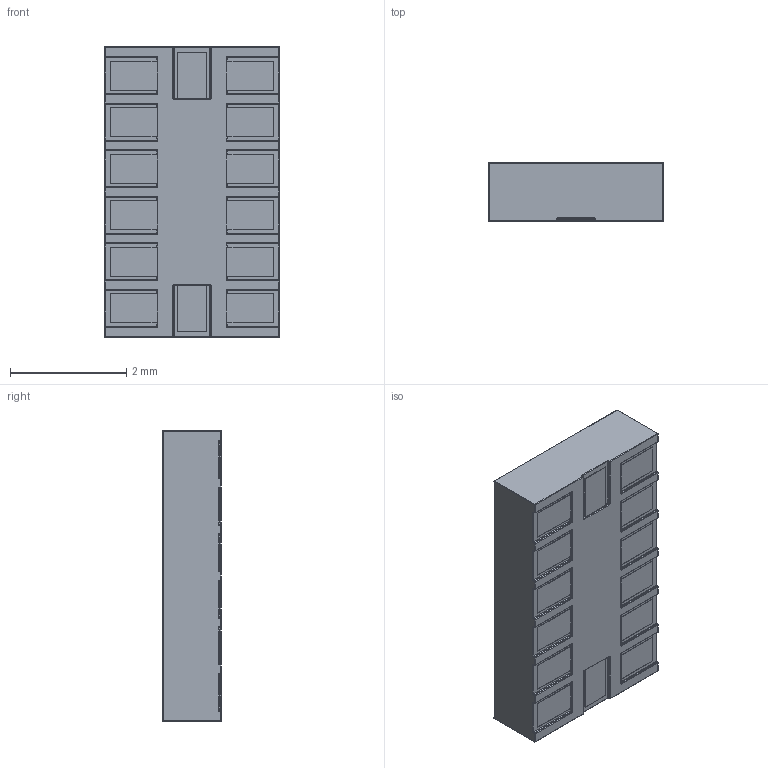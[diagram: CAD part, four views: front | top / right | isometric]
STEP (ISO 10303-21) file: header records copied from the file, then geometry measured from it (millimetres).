
FILE_DESCRIPTION(/* description */ (''),/* implementation_level */ '2;1');
FILE_NAME(/* name */ 'ADXL345 (3x5 LGA Package).step',/* time_stamp */ '2021-01-26T00:32:03-08:00',/* author */ (''),/* organization */ (''),/* preprocessor_version */ 'ST-DEVELOPER v18.1',/* originating_system */ 'Autodesk Translation Framework v9.7.1.1290',/* authorisation */ '');
FILE_SCHEMA (('AUTOMOTIVE_DESIGN { 1 0 10303 214 3 1 1 }'));
Length unit declared in the file: millimetre
Products named in the file (1): 3x5 LGA Package
Bounding box: 3 x 1 x 5 mm (x, y, z)
Volume: 14.7 mm3; surface area: 46.8 mm2
Topology: 1 solids, 1 shells, 432 faces, 958 edges, 528 vertices
Faces by surface type: cylinder 194, plane 118, sphere 64, torus 56
Entity records: 11773 total; most frequent: DIRECTION 2268, CARTESIAN_POINT 1919, ORIENTED_EDGE 1916, EDGE_CURVE 958, AXIS2_PLACEMENT_3D 877, VERTEX_POINT 528, LINE 514, VECTOR 514
